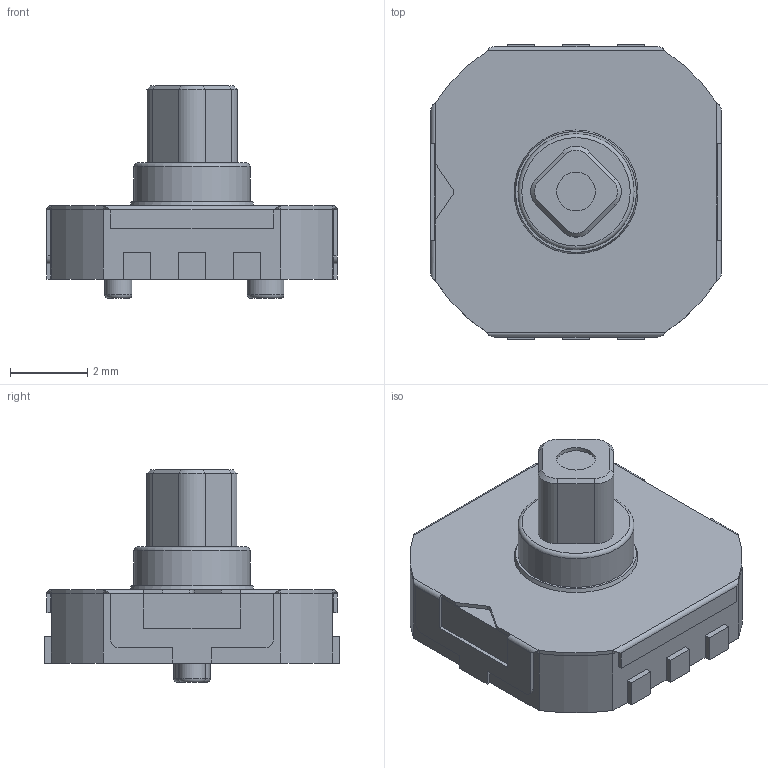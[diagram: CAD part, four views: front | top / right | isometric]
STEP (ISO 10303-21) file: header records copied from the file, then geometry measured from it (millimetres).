
FILE_DESCRIPTION(/* description */ (''),/* implementation_level */ '2;1');
FILE_NAME(/* name */ 'SW_JOYSTICK.stp',/* time_stamp */ '2020-03-26T16:37:47+08:00',/* author */ (''),/* organization */ (''),/* preprocessor_version */ 'ST-DEVELOPER v15',/* originating_system */ 'SIEMENS PLM Software NX 8.5',/* authorisation */ '');
FILE_SCHEMA (('AUTOMOTIVE_DESIGN { 1 0 10303 214 3 1 1 1 }'));
Length unit declared in the file: millimetre
Products named in the file (1): SW_JOYSTICK
Bounding box: 7.5 x 7.6 x 5.5 mm (x, y, z)
Volume: 111.9 mm3; surface area: 311.9 mm2
Topology: 9 solids, 9 shells, 181 faces, 436 edges, 274 vertices
Faces by surface type: plane 122, cylinder 35, bspline 16, cone 5, torus 3
Full cylindrical faces by diameter (mm): 0.7 x1, 0.95 x1, 1 x1, 3 x2, 3.2 x1
Entity records: 5272 total; most frequent: CARTESIAN_POINT 1088, ORIENTED_EDGE 850, DIRECTION 788, EDGE_CURVE 425, LINE 330, VECTOR 330, VERTEX_POINT 273, AXIS2_PLACEMENT_3D 229
